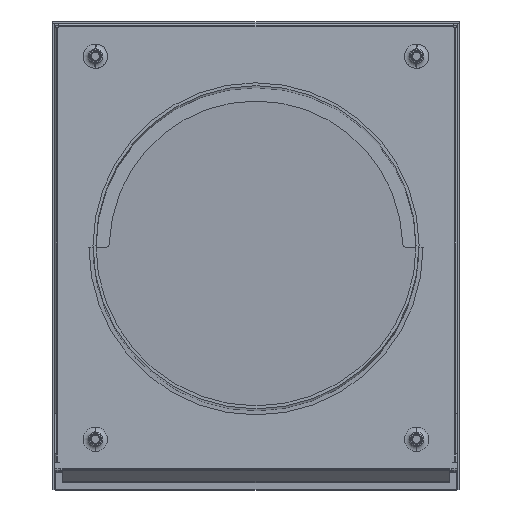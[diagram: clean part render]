
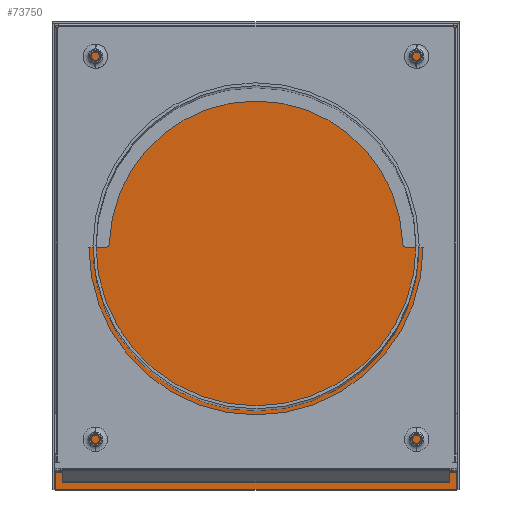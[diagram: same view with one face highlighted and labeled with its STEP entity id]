
A CAD part, top view. The second image highlights one B-rep face of the part: STEP entity #73750.
In plain terms, the highlighted planar face has unit normal (0, -0.087, 0.996).
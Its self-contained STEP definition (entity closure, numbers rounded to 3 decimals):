
#71670=CARTESIAN_POINT('',(122.7,136.587,-167.163));
#71680=VERTEX_POINT('954871-1500623161-5065f32f055a-0 2342134',#71670);
#71710=CARTESIAN_POINT('',(122.7,136.587,-167.163));
#71720=DIRECTION('',(-1.,0.,0.));
#71730=VECTOR('',#71720,1.);
#71740=LINE('',#71710,#71730);
#71750=CARTESIAN_POINT('',(-122.7,136.587,-167.163));
#71760=VERTEX_POINT('954871-1500623161-5065f32f055a-0 2342131',#71750);
#71770=EDGE_CURVE('954871-1500623161-5065f32f055a-0 2342132',#71680,
#71760,#71740,.T.);
#73450=CARTESIAN_POINT('',(-147.24,-177.009,-194.48))
;
#73460=DIRECTION('',(0.,-0.087,0.996));
#73470=DIRECTION('',(0.,0.996,0.087));
#73480=AXIS2_PLACEMENT_3D('',#73450,#73460,#73470);
#73490=PLANE('',#73480);
#73500=CARTESIAN_POINT('',(-122.7,136.587,-167.163));
#73510=DIRECTION('',(0.,-0.996,-0.087));
#73520=VECTOR('',#73510,1.);
#73530=LINE('',#73500,#73520);
#73540=CARTESIAN_POINT('',(-122.7,-148.5,-191.996));
#73550=VERTEX_POINT('954871-1500623161-5065f32f055a-0 2342153',#73540);
#73560=EDGE_CURVE('954871-1500623161-5065f32f055a-0 2342151',#71760,
#73550,#73530,.T.);
#73570=ORIENTED_EDGE('',*,*,#73560,.T.);
#73580=ORIENTED_EDGE('',*,*,#71770,.T.);
#73590=CARTESIAN_POINT('',(122.7,-148.5,-191.996));
#73600=DIRECTION('',(0.,0.996,0.087));
#73610=VECTOR('',#73600,1.);
#73620=LINE('',#73590,#73610);
#73630=CARTESIAN_POINT('',(122.7,-148.5,-191.996));
#73640=VERTEX_POINT('954871-1500623161-5065f32f055a-0 2342156',#73630);
#73650=EDGE_CURVE('954871-1500623161-5065f32f055a-0 2342157',#73640,
#71680,#73620,.T.);
#73660=ORIENTED_EDGE('',*,*,#73650,.T.);
#73670=CARTESIAN_POINT('',(0.,-148.5,-191.996));
#73680=DIRECTION('',(1.,-0.,-0.));
#73690=VECTOR('',#73680,1.);
#73700=LINE('',#73670,#73690);
#73710=EDGE_CURVE('954871-1500623161-5065f32f055a-0 2342154',#73550,
#73640,#73700,.T.);
#73720=ORIENTED_EDGE('',*,*,#73710,.T.);
#73730=EDGE_LOOP('',(#73720,#73660,#73580,#73570));
#73740=FACE_OUTER_BOUND('',#73730,.T.);
#73750=ADVANCED_FACE('954871-1500623161-5065f32f055a-0 2342429',(#73740)
,#73490,.T.);
